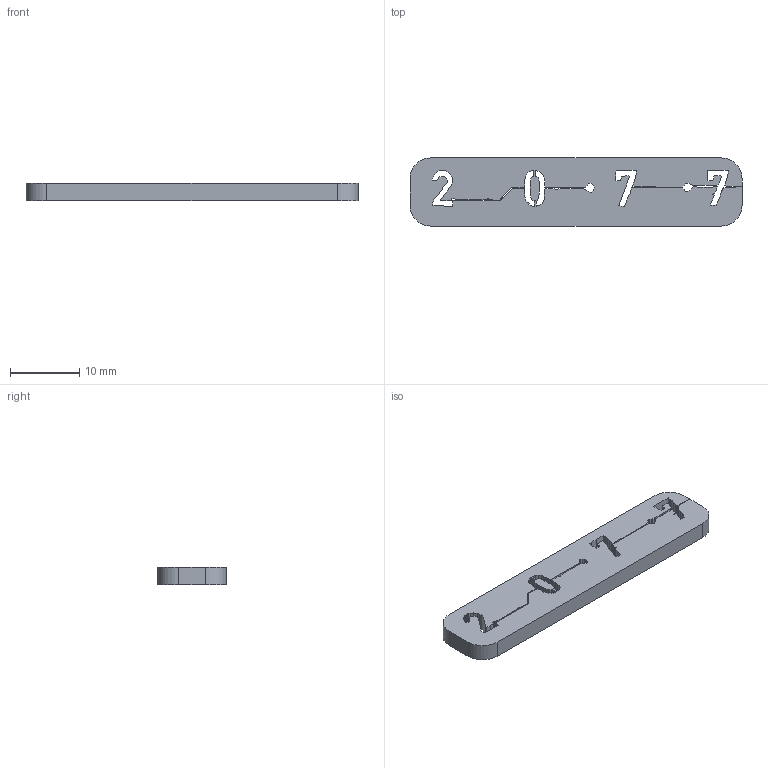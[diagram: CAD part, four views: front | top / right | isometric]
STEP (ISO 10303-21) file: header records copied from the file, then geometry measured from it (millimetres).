
FILE_DESCRIPTION(('HOOPS Exchange Step'),'2;1');
FILE_NAME('temp_export','2024-05-30T03:47:19+02:00',('juanj'),('Shapr3D Limited'),'HOOPS Exchange 2024.2','Shapr3D','Authorized');
FILE_SCHEMA( ('AUTOMOTIVE_DESIGN { 1 0 10303 214 1 1 1 1 }') );
Length unit declared in the file: millimetre
Products named in the file (1): 2077 logo
Bounding box: 47.97 x 9.83 x 2.5 mm (x, y, z)
Volume: 1066.5 mm3; surface area: 1502 mm2
Topology: 1 solids, 1 shells, 332 faces, 990 edges, 660 vertices
Faces by surface type: plane 328, cylinder 4
Entity records: 10954 total; most frequent: CARTESIAN_POINT 1983, ORIENTED_EDGE 1980, DIRECTION 1664, EDGE_CURVE 990, VECTOR 982, LINE 982, VERTEX_POINT 660, AXIS2_PLACEMENT_3D 341
